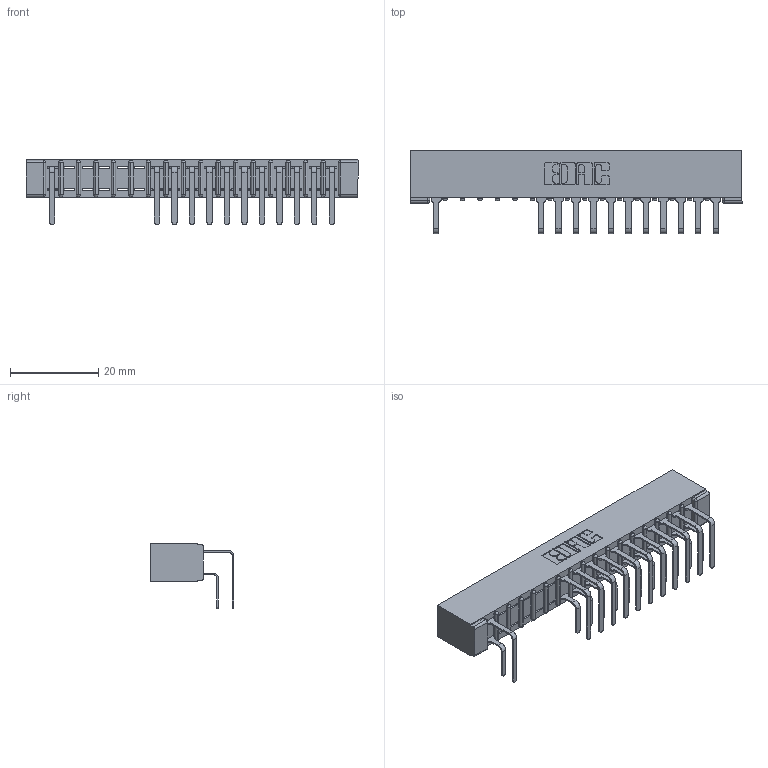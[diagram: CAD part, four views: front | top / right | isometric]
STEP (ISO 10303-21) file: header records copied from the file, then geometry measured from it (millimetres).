
FILE_DESCRIPTION (( 'STEP AP203' ), '1' );
FILE_NAME ('357-017-558-101.STEP', '2018-08-08T03:40:35', ( '' ), ( '' ), 'SwSTEP 2.0', 'SolidWorks 2016', '' );
FILE_SCHEMA (( 'CONFIG_CONTROL_DESIGN' ));
Length unit declared in the file: inch
Products named in the file (4): 307 Part_No Mounting Lugs; 307-290-001_558 559 - 1 (Single); 307-290-001_558 - 2 (Single); 357-017-558-101
Assembly tree (25 placements, depth 2):
  357-017-558-101
    307 Part_No Mounting Lugs
    307-290-001_558 559 - 1 (Single)  x12
    307-290-001_558 - 2 (Single)  x12
Bounding box: 75.23 x 18.96 x 14.81 mm (x, y, z)
Volume: 5131.8 mm3; surface area: 9108.2 mm2
Topology: 25 solids, 25 shells, 1428 faces, 4027 edges, 2602 vertices
Faces by surface type: plane 918, cylinder 474, sphere 36
Entity records: 19049 total; most frequent: CARTESIAN_POINT 3165, ORIENTED_EDGE 3142, DIRECTION 3099, EDGE_CURVE 1571, VECTOR 1195, LINE 1195, VERTEX_POINT 1018, AXIS2_PLACEMENT_3D 952
